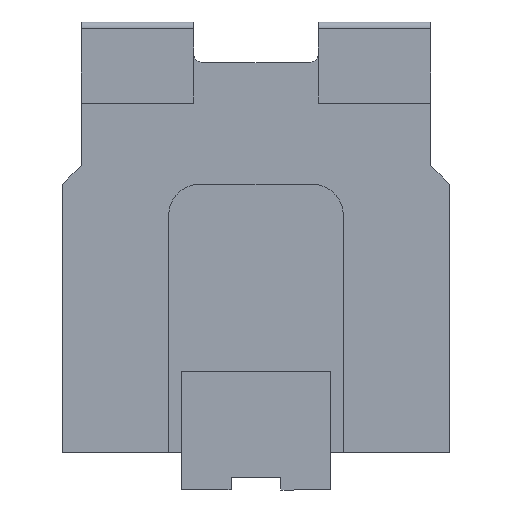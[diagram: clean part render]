
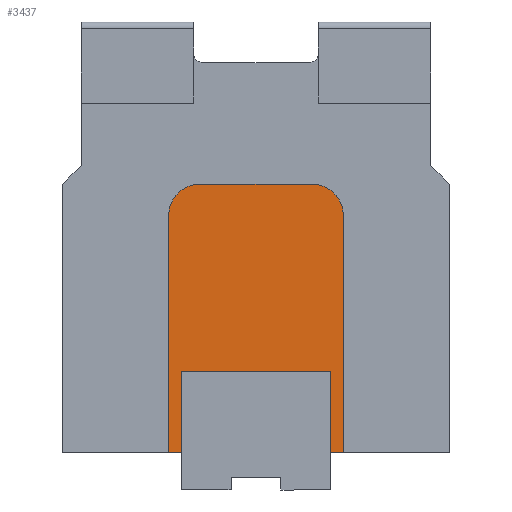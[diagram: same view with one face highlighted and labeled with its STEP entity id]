
A CAD part, front view. The second image highlights one B-rep face of the part: STEP entity #3437.
In plain terms, the highlighted planar face has unit normal (0, -1, 0).
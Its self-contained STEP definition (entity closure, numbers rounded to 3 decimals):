
#8 = CARTESIAN_POINT ( 'NONE',  ( 0.45, 0.2, 0.6 ) ) ;
#177 = VECTOR ( 'NONE', #1395, 1000. ) ;
#268 = EDGE_CURVE ( 'NONE', #2899, #1854, #792, .T. ) ;
#309 = ORIENTED_EDGE ( 'NONE', *, *, #364, .T. ) ;
#364 = EDGE_CURVE ( 'NONE', #3792, #801, #2503, .T. ) ;
#372 = DIRECTION ( 'NONE',  ( 0., -1., 0. ) ) ;
#476 = EDGE_CURVE ( 'NONE', #981, #3792, #3676, .T. ) ;
#477 = ORIENTED_EDGE ( 'NONE', *, *, #2275, .T. ) ;
#589 = LINE ( 'NONE', #2962, #1099 ) ;
#590 = DIRECTION ( 'NONE',  ( 0., 0., 1. ) ) ;
#592 = CARTESIAN_POINT ( 'NONE',  ( -0.7, 0.2, -1.55 ) ) ;
#636 = CARTESIAN_POINT ( 'NONE',  ( 0.7, 0.2, -1.55 ) ) ;
#738 = CARTESIAN_POINT ( 'NONE',  ( -0.45, 0.2, 0.6 ) ) ;
#792 = LINE ( 'NONE', #2811, #3278 ) ;
#801 = VERTEX_POINT ( 'NONE', #636 ) ;
#877 = AXIS2_PLACEMENT_3D ( 'NONE', #2569, #1561, #1920 ) ;
#889 = DIRECTION ( 'NONE',  ( 0., -1., 0. ) ) ;
#912 = FACE_OUTER_BOUND ( 'NONE', #2272, .T. ) ;
#981 = VERTEX_POINT ( 'NONE', #1220 ) ;
#1089 = ORIENTED_EDGE ( 'NONE', *, *, #476, .T. ) ;
#1099 = VECTOR ( 'NONE', #2287, 1000. ) ;
#1220 = CARTESIAN_POINT ( 'NONE',  ( -0.7, 0.2, 0.35 ) ) ;
#1293 = ORIENTED_EDGE ( 'NONE', *, *, #4026, .T. ) ;
#1346 = CARTESIAN_POINT ( 'NONE',  ( -0.45, 0.2, 0.35 ) ) ;
#1395 = DIRECTION ( 'NONE',  ( 0., 0., -1. ) ) ;
#1460 = CARTESIAN_POINT ( 'NONE',  ( 0.7, 0.2, 0.35 ) ) ;
#1561 = DIRECTION ( 'NONE',  ( 0., -1., 0. ) ) ;
#1714 = CIRCLE ( 'NONE', #3080, 0.25 ) ;
#1854 = VERTEX_POINT ( 'NONE', #738 ) ;
#1914 = CARTESIAN_POINT ( 'NONE',  ( -1.55, 0.2, -1.55 ) ) ;
#1920 = DIRECTION ( 'NONE',  ( 0., 0., -1. ) ) ;
#2251 = VERTEX_POINT ( 'NONE', #1460 ) ;
#2272 = EDGE_LOOP ( 'NONE', ( #309, #2923, #477, #3707, #1293, #1089 ) ) ;
#2275 = EDGE_CURVE ( 'NONE', #2251, #2899, #3611, .T. ) ;
#2287 = DIRECTION ( 'NONE',  ( 0., 0., 1. ) ) ;
#2488 = CARTESIAN_POINT ( 'NONE',  ( 0.45, 0.2, 0.35 ) ) ;
#2503 = LINE ( 'NONE', #1914, #3172 ) ;
#2569 = CARTESIAN_POINT ( 'NONE',  ( -0.45, 0.2, 0.35 ) ) ;
#2666 = DIRECTION ( 'NONE',  ( 0., 0., -1. ) ) ;
#2811 = CARTESIAN_POINT ( 'NONE',  ( -0.45, 0.2, 0.6 ) ) ;
#2889 = DIRECTION ( 'NONE',  ( 1., 0., 0. ) ) ;
#2899 = VERTEX_POINT ( 'NONE', #8 ) ;
#2923 = ORIENTED_EDGE ( 'NONE', *, *, #3022, .T. ) ;
#2955 = CARTESIAN_POINT ( 'NONE',  ( -0.7, 0.2, 0.35 ) ) ;
#2962 = CARTESIAN_POINT ( 'NONE',  ( 0.7, 0.2, 0.35 ) ) ;
#3022 = EDGE_CURVE ( 'NONE', #801, #2251, #589, .T. ) ;
#3080 = AXIS2_PLACEMENT_3D ( 'NONE', #1346, #372, #2666 ) ;
#3172 = VECTOR ( 'NONE', #2889, 1000. ) ;
#3214 = PLANE ( 'NONE',  #877 ) ;
#3278 = VECTOR ( 'NONE', #4148, 1000. ) ;
#3437 = ADVANCED_FACE ( 'NONE', ( #912 ), #3214, .T. ) ;
#3611 = CIRCLE ( 'NONE', #3867, 0.25 ) ;
#3676 = LINE ( 'NONE', #2955, #177 ) ;
#3707 = ORIENTED_EDGE ( 'NONE', *, *, #268, .T. ) ;
#3792 = VERTEX_POINT ( 'NONE', #592 ) ;
#3867 = AXIS2_PLACEMENT_3D ( 'NONE', #2488, #889, #590 ) ;
#4026 = EDGE_CURVE ( 'NONE', #1854, #981, #1714, .T. ) ;
#4148 = DIRECTION ( 'NONE',  ( -1., 0., 0. ) ) ;
